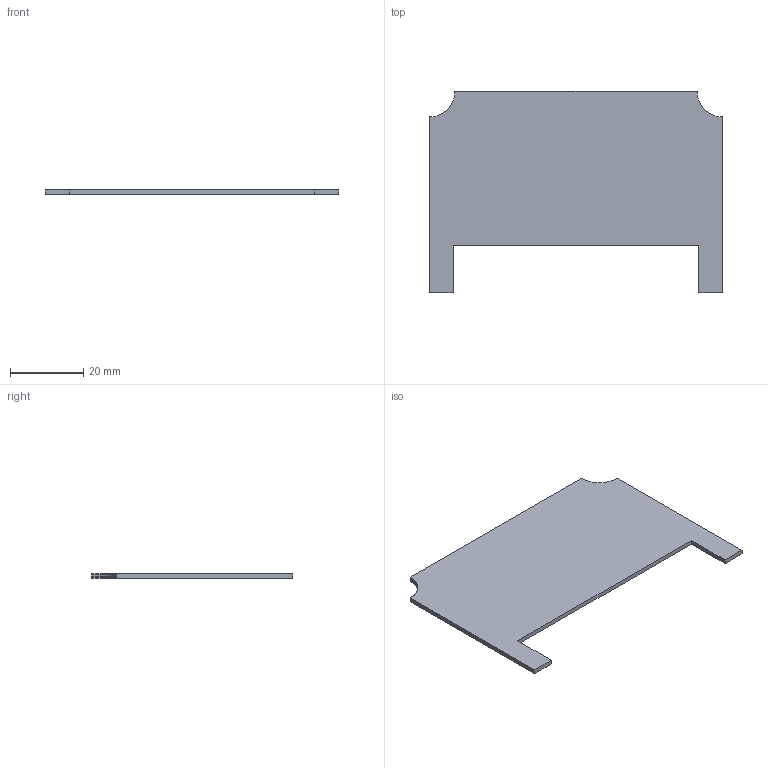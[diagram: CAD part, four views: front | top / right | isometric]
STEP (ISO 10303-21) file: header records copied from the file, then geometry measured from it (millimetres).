
FILE_DESCRIPTION(('PCB Model'),'2;1');
FILE_NAME('margoulineur2000RevB.STEP','2018-04-16T03:10:48',('guigur'),( 'Unspecified'),'Open CASCADE STEP processor 6.8','Proteus','Unknown' );
FILE_SCHEMA(('AUTOMOTIVE_DESIGN { 1 0 10303 214 1 1 1 1 }'));
Length unit declared in the file: millimetre
Products named in the file (2): Open CASCADE STEP translator 6.8 2; Layer_1
Assembly tree (1 placements, depth 2):
  Open CASCADE STEP translator 6.8 2
    Layer_1
Bounding box: 80 x 55 x 1.25 mm (x, y, z)
Volume: 4314.5 mm3; surface area: 7265.8 mm2
Topology: 1 solids, 1 shells, 74 faces, 216 edges, 144 vertices
Faces by surface type: plane 74
Entity records: 2451 total; most frequent: CARTESIAN_POINT 436, ORIENTED_EDGE 432, DIRECTION 368, EDGE_CURVE 216, LINE 216, VECTOR 216, VERTEX_POINT 144, AXIS2_PLACEMENT_3D 76
